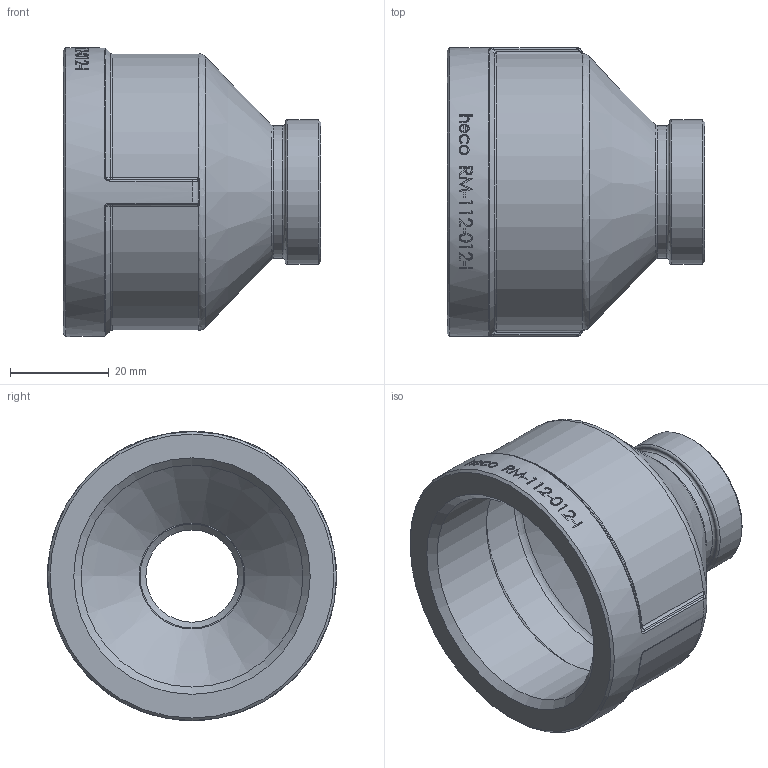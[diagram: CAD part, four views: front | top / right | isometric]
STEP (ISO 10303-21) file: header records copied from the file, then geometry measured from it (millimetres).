
FILE_DESCRIPTION (( 'STEP AP214' ), '1' );
FILE_NAME ('heco_RM-112-012-I Reduziermuffe 2305.STEP', '2023-05-10T09:53:34', ( '' ), ( '' ), 'SwSTEP 2.0', 'SolidWorks 2019', '' );
FILE_SCHEMA (( 'AUTOMOTIVE_DESIGN' ));
Length unit declared in the file: millimetre
Products named in the file (1): heco_RM-112-012-I Reduziermuffe 2305
Bounding box: 52.1 x 58.4 x 58.44 mm (x, y, z)
Volume: 32461.4 mm3; surface area: 17243.4 mm2
Topology: 1 solids, 1 shells, 244 faces, 612 edges, 385 vertices
Faces by surface type: bspline 110, plane 71, cylinder 36, torus 13, cone 10, sphere 4
Full cylindrical faces by diameter (mm): 18.631 x1, 26.8 x1, 29.2 x1, 44.845 x1, 50.4 x1, 58.4 x1
Entity records: 17702 total; most frequent: CARTESIAN_POINT 11095, ORIENTED_EDGE 1158, DIRECTION 679, EDGE_CURVE 579, VERTEX_POINT 379, B_SPLINE_CURVE_WITH_KNOTS 321, EDGE_LOOP 288, AXIS2_PLACEMENT_3D 286
